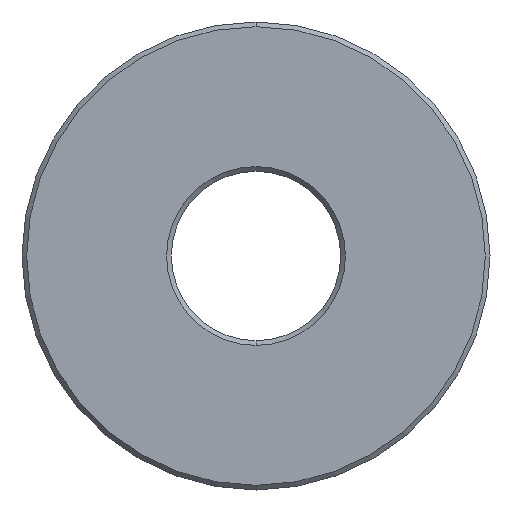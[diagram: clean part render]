
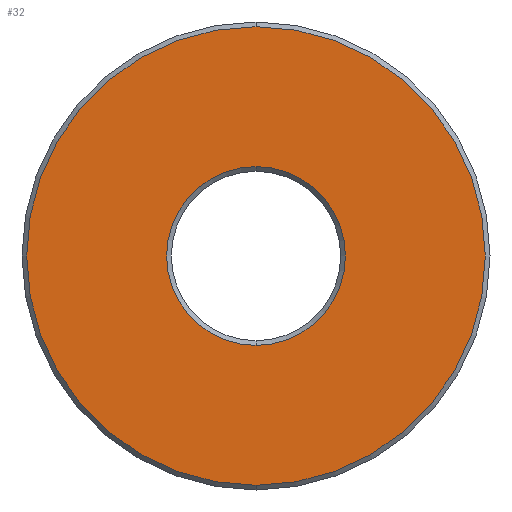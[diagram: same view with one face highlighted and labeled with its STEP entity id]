
A CAD part, front view. The second image highlights one B-rep face of the part: STEP entity #32.
In plain terms, the highlighted planar face has unit normal (0, -1, 0).
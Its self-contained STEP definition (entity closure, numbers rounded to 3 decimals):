
#1 = EDGE_LOOP ( 'NONE', ( #279, #167 ) ) ;
#31 = CIRCLE ( 'NONE', #410, 19.1 ) ;
#32 = ADVANCED_FACE ( 'NONE', ( #220, #540 ), #327, .F. ) ;
#50 = CARTESIAN_POINT ( 'NONE',  ( 0., 0., -49. ) ) ;
#120 = DIRECTION ( 'NONE',  ( 0., 0., 1. ) ) ;
#144 = CARTESIAN_POINT ( 'NONE',  ( 0., 0., 49. ) ) ;
#146 = DIRECTION ( 'NONE',  ( 0., 1., 0. ) ) ;
#147 = DIRECTION ( 'NONE',  ( 0., 1., 0. ) ) ;
#153 = CIRCLE ( 'NONE', #408, 19.1 ) ;
#163 = CIRCLE ( 'NONE', #412, 49. ) ;
#167 = ORIENTED_EDGE ( 'NONE', *, *, #740, .F. ) ;
#212 = CARTESIAN_POINT ( 'NONE',  ( 0., 0., 19.1 ) ) ;
#215 = VERTEX_POINT ( 'NONE', #212 ) ;
#220 = FACE_OUTER_BOUND ( 'NONE', #1, .T. ) ;
#226 = VERTEX_POINT ( 'NONE', #548 ) ;
#238 = ORIENTED_EDGE ( 'NONE', *, *, #744, .T. ) ;
#240 = DIRECTION ( 'NONE',  ( 0., 0., 1. ) ) ;
#274 = CIRCLE ( 'NONE', #416, 49. ) ;
#277 = DIRECTION ( 'NONE',  ( 0., 1., 0. ) ) ;
#279 = ORIENTED_EDGE ( 'NONE', *, *, #718, .F. ) ;
#311 = CARTESIAN_POINT ( 'NONE',  ( 0., 0., 0. ) ) ;
#327 = PLANE ( 'NONE',  #565 ) ;
#364 = VERTEX_POINT ( 'NONE', #144 ) ;
#408 = AXIS2_PLACEMENT_3D ( 'NONE', #311, #277, #535 ) ;
#410 = AXIS2_PLACEMENT_3D ( 'NONE', #557, #483, #598 ) ;
#412 = AXIS2_PLACEMENT_3D ( 'NONE', #529, #147, #240 ) ;
#416 = AXIS2_PLACEMENT_3D ( 'NONE', #768, #541, #120 ) ;
#422 = CARTESIAN_POINT ( 'NONE',  ( 19.1, 0., 0. ) ) ;
#483 = DIRECTION ( 'NONE',  ( 0., 1., 0. ) ) ;
#488 = DIRECTION ( 'NONE',  ( 0., 0., 1. ) ) ;
#529 = CARTESIAN_POINT ( 'NONE',  ( 0., 0., 0. ) ) ;
#534 = VERTEX_POINT ( 'NONE', #50 ) ;
#535 = DIRECTION ( 'NONE',  ( 0., 0., 1. ) ) ;
#540 = FACE_BOUND ( 'NONE', #751, .T. ) ;
#541 = DIRECTION ( 'NONE',  ( 0., 1., 0. ) ) ;
#548 = CARTESIAN_POINT ( 'NONE',  ( 0., 0., -19.1 ) ) ;
#557 = CARTESIAN_POINT ( 'NONE',  ( 0., 0., 0. ) ) ;
#565 = AXIS2_PLACEMENT_3D ( 'NONE', #422, #146, #488 ) ;
#598 = DIRECTION ( 'NONE',  ( 0., 0., 1. ) ) ;
#718 = EDGE_CURVE ( 'NONE', #364, #534, #274, .T. ) ;
#734 = ORIENTED_EDGE ( 'NONE', *, *, #745, .T. ) ;
#740 = EDGE_CURVE ( 'NONE', #534, #364, #163, .T. ) ;
#744 = EDGE_CURVE ( 'NONE', #215, #226, #31, .T. ) ;
#745 = EDGE_CURVE ( 'NONE', #226, #215, #153, .T. ) ;
#751 = EDGE_LOOP ( 'NONE', ( #734, #238 ) ) ;
#768 = CARTESIAN_POINT ( 'NONE',  ( 0., 0., 0. ) ) ;
